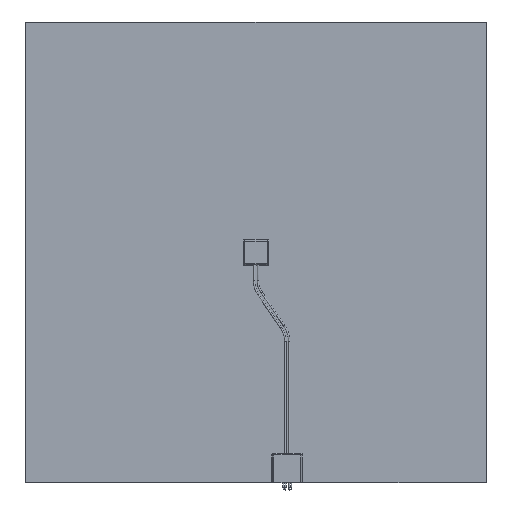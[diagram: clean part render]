
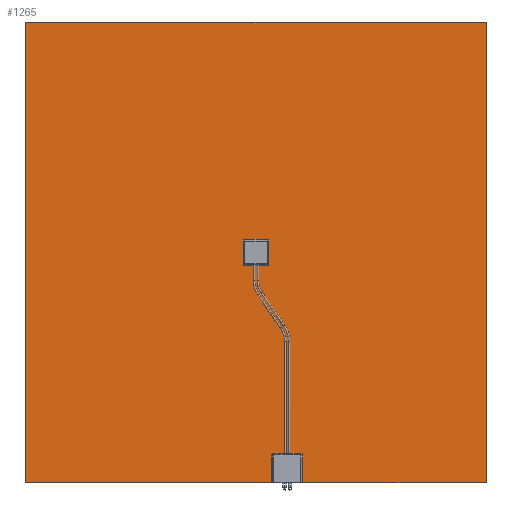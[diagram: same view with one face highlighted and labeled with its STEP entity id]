
A CAD part, top view. The second image highlights one B-rep face of the part: STEP entity #1265.
In plain terms, the highlighted planar face has unit normal (0, 0, 1).
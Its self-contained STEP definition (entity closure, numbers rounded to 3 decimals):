
#24=FACE_BOUND('',#211,.T.);
#56=PLANE('',#1436);
#125=FACE_OUTER_BOUND('',#210,.T.);
#210=EDGE_LOOP('',(#1012,#1013,#1014,#1015,#1016,#1017,#1018,#1019,#1020,
#1021));
#211=EDGE_LOOP('',(#1022,#1023,#1024,#1025,#1026,#1027,#1028,#1029));
#272=LINE('',#2200,#354);
#274=LINE('',#2204,#356);
#278=LINE('',#2210,#360);
#283=LINE('',#2218,#365);
#292=LINE('',#2234,#374);
#293=LINE('',#2236,#375);
#294=LINE('',#2238,#376);
#295=LINE('',#2240,#377);
#296=LINE('',#2242,#378);
#297=LINE('',#2244,#379);
#298=LINE('',#2246,#380);
#299=LINE('',#2250,#381);
#354=VECTOR('',#1753,10.);
#356=VECTOR('',#1759,10.);
#360=VECTOR('',#1767,10.);
#365=VECTOR('',#1778,10.);
#374=VECTOR('',#1797,10.);
#375=VECTOR('',#1798,10.);
#376=VECTOR('',#1799,10.);
#377=VECTOR('',#1800,10.);
#378=VECTOR('',#1801,10.);
#379=VECTOR('',#1802,10.);
#380=VECTOR('',#1803,10.);
#381=VECTOR('',#1806,10.);
#459=CIRCLE('',#1397,2.);
#468=CIRCLE('',#1408,2.);
#473=CIRCLE('',#1415,2.);
#477=CIRCLE('',#1420,2.);
#481=CIRCLE('',#1437,2.);
#482=CIRCLE('',#1438,2.);
#562=VERTEX_POINT('',#2153);
#563=VERTEX_POINT('',#2154);
#570=VERTEX_POINT('',#2171);
#571=VERTEX_POINT('',#2173);
#574=VERTEX_POINT('',#2183);
#575=VERTEX_POINT('',#2184);
#578=VERTEX_POINT('',#2192);
#579=VERTEX_POINT('',#2193);
#581=VERTEX_POINT('',#2232);
#582=VERTEX_POINT('',#2233);
#583=VERTEX_POINT('',#2235);
#584=VERTEX_POINT('',#2237);
#585=VERTEX_POINT('',#2239);
#586=VERTEX_POINT('',#2241);
#587=VERTEX_POINT('',#2243);
#588=VERTEX_POINT('',#2245);
#589=VERTEX_POINT('',#2247);
#590=VERTEX_POINT('',#2249);
#698=EDGE_CURVE('',#562,#563,#459,.T.);
#707=EDGE_CURVE('',#570,#571,#468,.T.);
#712=EDGE_CURVE('',#574,#575,#473,.T.);
#716=EDGE_CURVE('',#578,#579,#477,.T.);
#720=EDGE_CURVE('',#579,#570,#272,.T.);
#722=EDGE_CURVE('',#575,#578,#274,.T.);
#726=EDGE_CURVE('',#563,#574,#278,.T.);
#731=EDGE_CURVE('',#571,#562,#283,.T.);
#740=EDGE_CURVE('',#581,#582,#292,.T.);
#741=EDGE_CURVE('',#581,#583,#293,.T.);
#742=EDGE_CURVE('',#583,#584,#294,.T.);
#743=EDGE_CURVE('',#584,#585,#295,.T.);
#744=EDGE_CURVE('',#585,#586,#296,.T.);
#745=EDGE_CURVE('',#586,#587,#297,.T.);
#746=EDGE_CURVE('',#588,#587,#298,.T.);
#747=EDGE_CURVE('',#589,#588,#481,.T.);
#748=EDGE_CURVE('',#590,#589,#299,.T.);
#749=EDGE_CURVE('',#582,#590,#482,.T.);
#1012=ORIENTED_EDGE('',*,*,#740,.F.);
#1013=ORIENTED_EDGE('',*,*,#741,.T.);
#1014=ORIENTED_EDGE('',*,*,#742,.T.);
#1015=ORIENTED_EDGE('',*,*,#743,.T.);
#1016=ORIENTED_EDGE('',*,*,#744,.T.);
#1017=ORIENTED_EDGE('',*,*,#745,.T.);
#1018=ORIENTED_EDGE('',*,*,#746,.F.);
#1019=ORIENTED_EDGE('',*,*,#747,.F.);
#1020=ORIENTED_EDGE('',*,*,#748,.F.);
#1021=ORIENTED_EDGE('',*,*,#749,.F.);
#1022=ORIENTED_EDGE('',*,*,#716,.F.);
#1023=ORIENTED_EDGE('',*,*,#722,.F.);
#1024=ORIENTED_EDGE('',*,*,#712,.F.);
#1025=ORIENTED_EDGE('',*,*,#726,.F.);
#1026=ORIENTED_EDGE('',*,*,#698,.F.);
#1027=ORIENTED_EDGE('',*,*,#731,.F.);
#1028=ORIENTED_EDGE('',*,*,#707,.F.);
#1029=ORIENTED_EDGE('',*,*,#720,.F.);
#1265=ADVANCED_FACE('',(#125,#24),#56,.T.);
#1397=AXIS2_PLACEMENT_3D('',#2155,#1697,#1698);
#1408=AXIS2_PLACEMENT_3D('',#2174,#1719,#1720);
#1415=AXIS2_PLACEMENT_3D('',#2185,#1733,#1734);
#1420=AXIS2_PLACEMENT_3D('',#2194,#1743,#1744);
#1436=AXIS2_PLACEMENT_3D('',#2231,#1795,#1796);
#1437=AXIS2_PLACEMENT_3D('',#2248,#1804,#1805);
#1438=AXIS2_PLACEMENT_3D('',#2251,#1807,#1808);
#1697=DIRECTION('center_axis',(0.,0.,1.));
#1698=DIRECTION('ref_axis',(0.707,0.707,0.));
#1719=DIRECTION('center_axis',(0.,0.,1.));
#1720=DIRECTION('ref_axis',(0.707,-0.707,0.));
#1733=DIRECTION('center_axis',(0.,0.,1.));
#1734=DIRECTION('ref_axis',(-0.707,0.707,0.));
#1743=DIRECTION('center_axis',(0.,0.,1.));
#1744=DIRECTION('ref_axis',(-0.707,-0.707,0.));
#1753=DIRECTION('',(1.,0.,0.));
#1759=DIRECTION('',(0.,-1.,0.));
#1767=DIRECTION('',(-1.,0.,0.));
#1778=DIRECTION('',(0.,1.,0.));
#1795=DIRECTION('center_axis',(0.,0.,1.));
#1796=DIRECTION('ref_axis',(1.,0.,0.));
#1797=DIRECTION('',(0.,1.,0.));
#1798=DIRECTION('',(1.,0.,0.));
#1799=DIRECTION('',(0.,1.,0.));
#1800=DIRECTION('',(-1.,0.,0.));
#1801=DIRECTION('',(0.,-1.,0.));
#1802=DIRECTION('',(1.,0.,0.));
#1803=DIRECTION('',(0.,-1.,0.));
#1804=DIRECTION('center_axis',(0.,0.,1.));
#1805=DIRECTION('ref_axis',(-0.707,0.707,0.));
#1806=DIRECTION('',(-1.,0.,0.));
#1807=DIRECTION('center_axis',(0.,0.,1.));
#1808=DIRECTION('ref_axis',(0.707,0.707,0.));
#2153=CARTESIAN_POINT('',(13.5,11.5,1.5));
#2154=CARTESIAN_POINT('',(11.5,13.5,1.5));
#2155=CARTESIAN_POINT('Origin',(11.5,11.5,1.5));
#2171=CARTESIAN_POINT('',(11.5,-13.5,1.5));
#2173=CARTESIAN_POINT('',(13.5,-11.5,1.5));
#2174=CARTESIAN_POINT('Origin',(11.5,-11.5,1.5));
#2183=CARTESIAN_POINT('',(-11.5,13.5,1.5));
#2184=CARTESIAN_POINT('',(-13.5,11.5,1.5));
#2185=CARTESIAN_POINT('Origin',(-11.5,11.5,1.5));
#2192=CARTESIAN_POINT('',(-13.5,-11.5,1.5));
#2193=CARTESIAN_POINT('',(-11.5,-13.5,1.5));
#2194=CARTESIAN_POINT('Origin',(-11.5,-11.5,1.5));
#2200=CARTESIAN_POINT('',(-6.25,-13.5,1.5));
#2204=CARTESIAN_POINT('',(-13.5,6.25,1.5));
#2210=CARTESIAN_POINT('',(6.25,13.5,1.5));
#2218=CARTESIAN_POINT('',(13.5,-6.25,1.5));
#2231=CARTESIAN_POINT('Origin',(0.,0.,
1.5));
#2232=CARTESIAN_POINT('',(48.5,-240.,1.5));
#2233=CARTESIAN_POINT('',(48.5,-211.,1.5));
#2234=CARTESIAN_POINT('',(48.5,-120.,1.5));
#2235=CARTESIAN_POINT('',(240.,-240.,1.5));
#2236=CARTESIAN_POINT('',(17.5,-240.,1.5));
#2237=CARTESIAN_POINT('',(240.,240.,1.5));
#2238=CARTESIAN_POINT('',(240.,-240.,1.5));
#2239=CARTESIAN_POINT('',(-240.,240.,1.5));
#2240=CARTESIAN_POINT('',(240.,240.,1.5));
#2241=CARTESIAN_POINT('',(-240.,-240.,1.5));
#2242=CARTESIAN_POINT('',(-240.,240.,1.5));
#2243=CARTESIAN_POINT('',(16.5,-240.,1.5));
#2244=CARTESIAN_POINT('',(17.5,-240.,1.5));
#2245=CARTESIAN_POINT('',(16.5,-211.,1.5));
#2246=CARTESIAN_POINT('',(16.5,-105.,1.5));
#2247=CARTESIAN_POINT('',(18.5,-209.,1.5));
#2248=CARTESIAN_POINT('Origin',(18.5,-211.,1.5));
#2249=CARTESIAN_POINT('',(46.5,-209.,1.5));
#2250=CARTESIAN_POINT('',(23.75,-209.,1.5));
#2251=CARTESIAN_POINT('Origin',(46.5,-211.,1.5));
